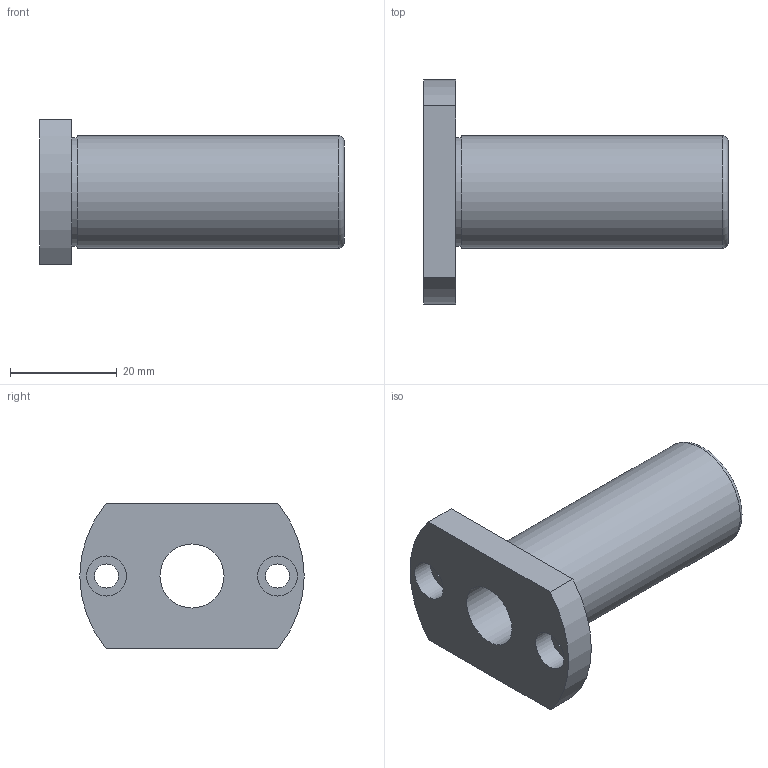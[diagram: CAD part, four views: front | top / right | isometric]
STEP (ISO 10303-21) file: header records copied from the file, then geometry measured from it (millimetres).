
FILE_DESCRIPTION( ( 'STEP AP203' ), '1' );
FILE_NAME( 'LHFCW12_2_03.stp', ' ', ( ' ' ), ( ' ' ), 'PSStep 15.0.47', 'PARTsolutions', ' ' );
FILE_SCHEMA( ( 'CONFIG_CONTROL_DESIGN' ) );
Length unit declared in the file: millimetre
Products named in the file (1): _LHFCW12
Bounding box: 57 x 42 x 27 mm (x, y, z)
Volume: 17061.2 mm3; surface area: 8315.8 mm2
Topology: 1 solids, 1 shells, 18 faces, 36 edges, 24 vertices
Faces by surface type: cylinder 9, plane 8, torus 1
Full cylindrical faces by diameter (mm): 4.5 x2, 7.5 x2, 12 x1, 20.4 x1, 21 x1
Entity records: 486 total; most frequent: DIRECTION 84, CARTESIAN_POINT 69, ORIENTED_EDGE 54, AXIS2_PLACEMENT_3D 38, EDGE_LOOP 36, EDGE_CURVE 27, FACE_OUTER_BOUND 26, VERTEX_POINT 23
